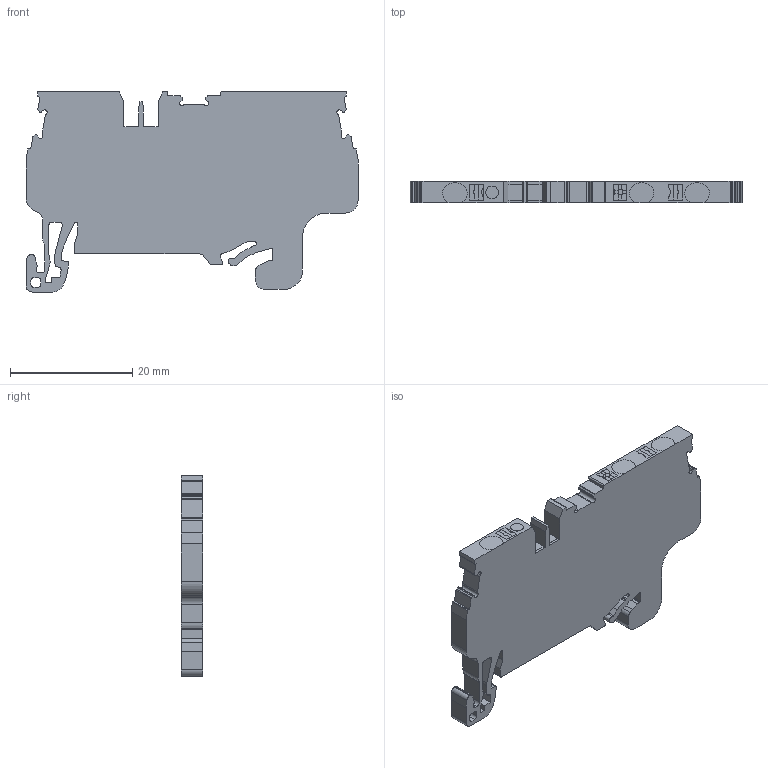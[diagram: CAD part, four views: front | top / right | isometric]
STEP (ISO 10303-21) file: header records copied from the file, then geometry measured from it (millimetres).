
FILE_DESCRIPTION(/* description */ ('Unknown'),/* implementation_level */ '2;1');
FILE_NAME(/* name */ 'CPG1.5_3',/* time_stamp */ '2018-07-30T14:28:20+06:00',/* author */ ('Unknown'),/* organization */ ('Unknown'),/* preprocessor_version */ 'ST-DEVELOPER v16.7',/* originating_system */ 'DEX',/* authorisation */ $);
FILE_SCHEMA (('AUTOMOTIVE_DESIGN {1 0 10303 214 3 1 1}'));
Length unit declared in the file: millimetre
Products named in the file (1): CPG1.5_3
Bounding box: 54.4 x 3.5 x 32.8 mm (x, y, z)
Volume: 4658.5 mm3; surface area: 3648.8 mm2
Topology: 1 solids, 3 shells, 277 faces, 839 edges, 570 vertices
Faces by surface type: plane 170, cylinder 107
Full cylindrical faces by diameter (mm): 2.1 x1
Entity records: 11419 total; most frequent: CARTESIAN_POINT 1686, ORIENTED_EDGE 1656, DIRECTION 1614, EDGE_CURVE 838, LINE 618, VECTOR 618, VERTEX_POINT 570, AXIS2_PLACEMENT_3D 498
